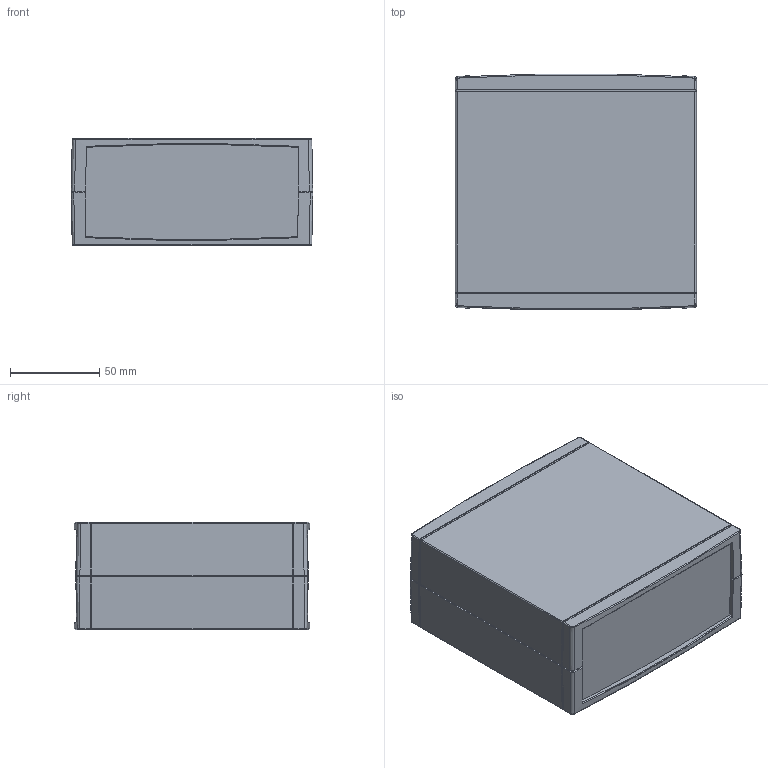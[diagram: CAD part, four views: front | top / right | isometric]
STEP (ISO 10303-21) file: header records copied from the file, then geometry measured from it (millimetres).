
FILE_DESCRIPTION((''),'2;1');
FILE_NAME('26135000_U 135-7035.stp','2010-08-30T08:33:49',('kotzmaier'),(''),'Autodesk Inventor 2011','Autodesk Inventor 2011','');
FILE_SCHEMA(('AUTOMOTIVE_DESIGN { 1 0 10303 214 1 1 1 1 }'));
Length unit declared in the file: millimetre
Products named in the file (5): U 135; U 135 UT_1003688_3Dsym; U 135 FP_1003578_3Dsym; U 135 OT_1003687_3Dsym; SHR Z KA30x42x12 WN 1412 mG_3Dsym
Assembly tree (6 placements, depth 2):
  U 135
    U 135 UT_1003688_3Dsym
    U 135 FP_1003578_3Dsym  x2
    U 135 OT_1003687_3Dsym
    SHR Z KA30x42x12 WN 1412 mG_3Dsym  x2
Bounding box: 135 x 131.84 x 60 mm (x, y, z)
Volume: 185785.1 mm3; surface area: 149776.7 mm2
Topology: 6 solids, 6 shells, 756 faces, 2054 edges, 1354 vertices
Faces by surface type: plane 526, cylinder 68, bspline 64, cone 60, torus 36, sphere 2
Full cylindrical faces by diameter (mm): 2 x18, 2.4 x10, 3.2 x4, 5.3 x2, 6.4 x2, 7.4 x2
Entity records: 29109 total; most frequent: CARTESIAN_POINT 12101, ORIENTED_EDGE 3648, DIRECTION 3144, EDGE_CURVE 1824, VECTOR 1352, LINE 1352, VERTEX_POINT 1232, AXIS2_PLACEMENT_3D 896
